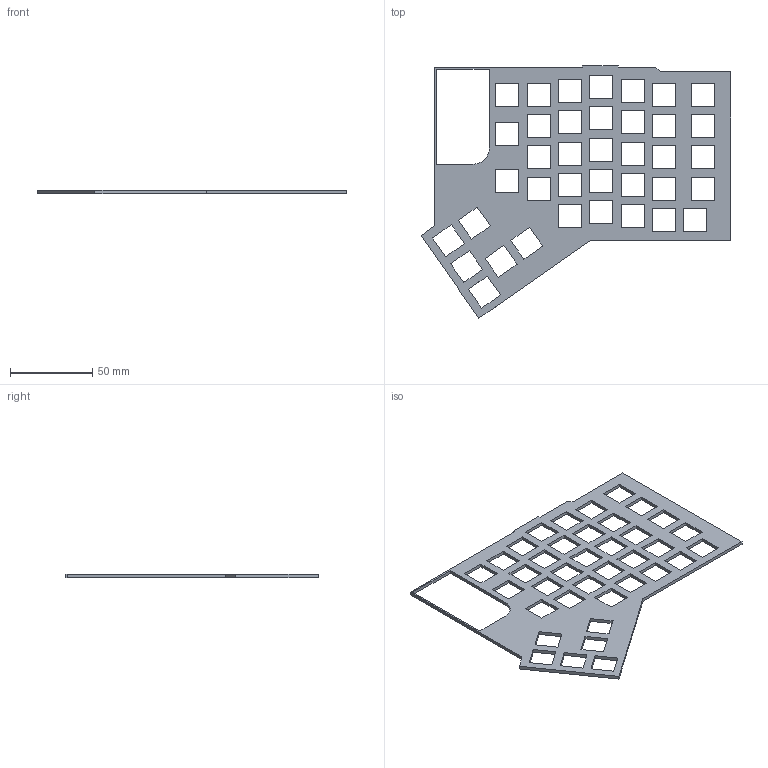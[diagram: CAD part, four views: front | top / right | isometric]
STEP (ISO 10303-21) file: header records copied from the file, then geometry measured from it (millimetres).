
FILE_DESCRIPTION(/* description */ ('KiCad electronic assembly'),/* implementation_level */ '2;1');
FILE_NAME(/* name */ 'S_right_top v4.step',/* time_stamp */ '2025-08-04T06:31:26-04:00',/* author */ (''),/* organization */ (''),/* preprocessor_version */ 'ST-DEVELOPER v20.1',/* originating_system */ 'Autodesk Translation Framework v14.10.0.0',/* authorisation */ '');
FILE_SCHEMA (('AUTOMOTIVE_DESIGN { 1 0 10303 214 3 1 1 }'));
Length unit declared in the file: millimetre
Products named in the file (2): splitboard right 1; Right Top
Assembly tree (1 placements, depth 2):
  splitboard right 1
    Right Top
Bounding box: 188.46 x 153.52 x 2 mm (x, y, z)
Volume: 24057.6 mm3; surface area: 29907.7 mm2
Topology: 1 solids, 1 shells, 172 faces, 510 edges, 340 vertices
Faces by surface type: plane 171, cylinder 1
Entity records: 5845 total; most frequent: CARTESIAN_POINT 1025, ORIENTED_EDGE 1020, DIRECTION 862, EDGE_CURVE 510, LINE 508, VECTOR 508, VERTEX_POINT 340, EDGE_LOOP 250
